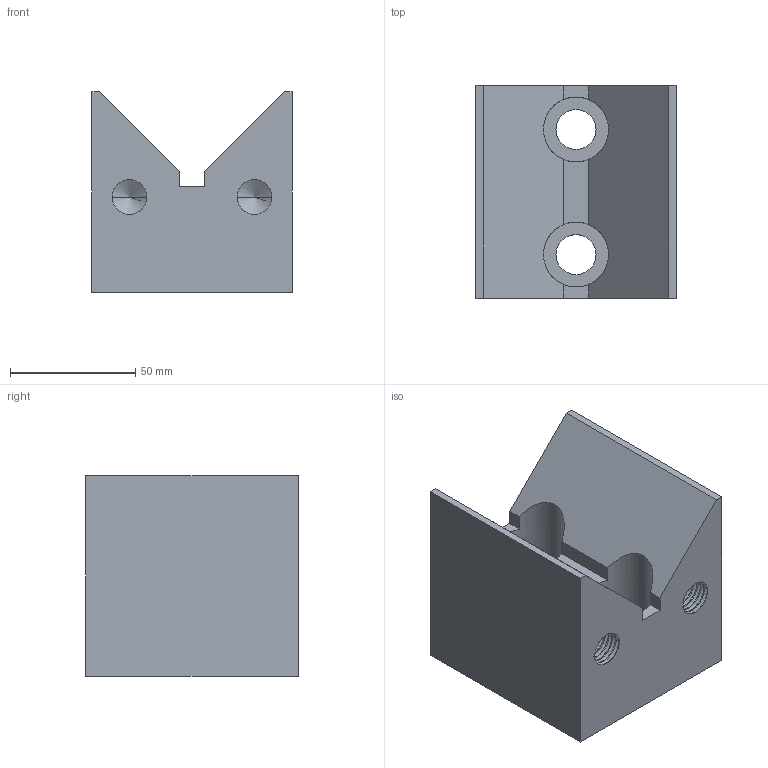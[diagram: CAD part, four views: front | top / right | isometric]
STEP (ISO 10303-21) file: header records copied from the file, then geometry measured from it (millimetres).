
FILE_DESCRIPTION(('STEP AP214'),'1');
FILE_NAME(' ',' ',('TraceParts'),('TraceParts S.A.'),'XStep 1.0',' ',' ');
FILE_SCHEMA(('automotive_design'));
Length unit declared in the file: millimetre
Products named in the file (1): 1
Bounding box: 80 x 85 x 80 mm (x, y, z)
Volume: 383482.5 mm3; surface area: 48764.5 mm2
Topology: 1 solids, 1 shells, 216 faces, 458 edges, 242 vertices
Faces by surface type: cone 76, torus 72, cylinder 48, plane 20
Entity records: 10926 total; most frequent: DIRECTION 1172, STYLED_ITEM 913, PRESENTATION_STYLE_ASSIGNMENT 913, CARTESIAN_POINT 913, COLOUR_RGB 913, ORIENTED_EDGE 908, AXIS2_PLACEMENT_3D 501, EDGE_CURVE 454
